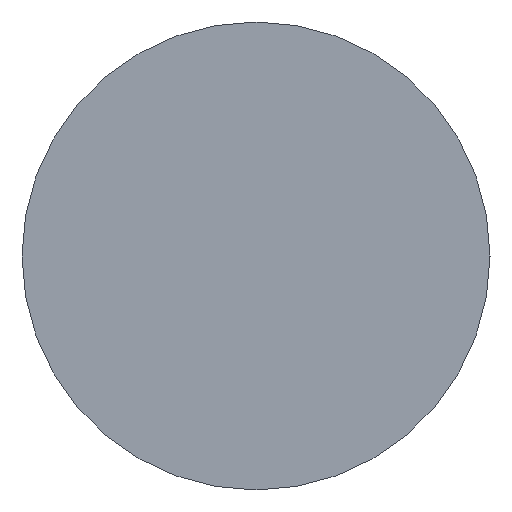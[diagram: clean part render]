
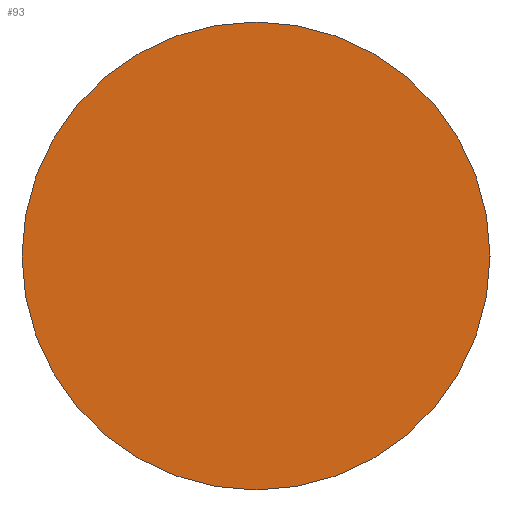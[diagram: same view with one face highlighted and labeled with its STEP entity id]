
A CAD part, left-side view. The second image highlights one B-rep face of the part: STEP entity #93.
In plain terms, the highlighted planar face has unit normal (-1, 0, 0).
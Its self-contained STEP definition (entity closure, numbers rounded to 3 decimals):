
#6 = CARTESIAN_POINT ( 'NONE',  ( 526.74, 109.199, 0. ) ) ;
#7 = CARTESIAN_POINT ( 'NONE',  ( 526.74, 109.199, -12.7 ) ) ;
#16 = DIRECTION ( 'NONE',  ( 0., 0., -1. ) ) ;
#29 = DIRECTION ( 'NONE',  ( 0., 0., 1. ) ) ;
#39 = EDGE_CURVE ( 'NONE', #184, #104, #161, .T. ) ;
#50 = AXIS2_PLACEMENT_3D ( 'NONE', #89, #91, #16 ) ;
#54 = FACE_OUTER_BOUND ( 'NONE', #64, .T. ) ;
#59 = AXIS2_PLACEMENT_3D ( 'NONE', #180, #154, #181 ) ;
#61 = DIRECTION ( 'NONE',  ( -1., 0., 0. ) ) ;
#64 = EDGE_LOOP ( 'NONE', ( #95, #108 ) ) ;
#65 = PLANE ( 'NONE',  #50 ) ;
#89 = CARTESIAN_POINT ( 'NONE',  ( 526.74, 109.199, 0. ) ) ;
#91 = DIRECTION ( 'NONE',  ( 1., 0., 0. ) ) ;
#92 = CARTESIAN_POINT ( 'NONE',  ( 526.74, 109.199, 12.7 ) ) ;
#93 = ADVANCED_FACE ( 'NONE', ( #54 ), #65, .F. ) ;
#95 = ORIENTED_EDGE ( 'NONE', *, *, #39, .T. ) ;
#104 = VERTEX_POINT ( 'NONE', #7 ) ;
#108 = ORIENTED_EDGE ( 'NONE', *, *, #146, .T. ) ;
#146 = EDGE_CURVE ( 'NONE', #104, #184, #149, .T. ) ;
#149 = CIRCLE ( 'NONE', #59, 12.7 ) ;
#154 = DIRECTION ( 'NONE',  ( -1., 0., 0. ) ) ;
#155 = AXIS2_PLACEMENT_3D ( 'NONE', #6, #61, #29 ) ;
#161 = CIRCLE ( 'NONE', #155, 12.7 ) ;
#180 = CARTESIAN_POINT ( 'NONE',  ( 526.74, 109.199, 0. ) ) ;
#181 = DIRECTION ( 'NONE',  ( 0., 0., 1. ) ) ;
#184 = VERTEX_POINT ( 'NONE', #92 ) ;
